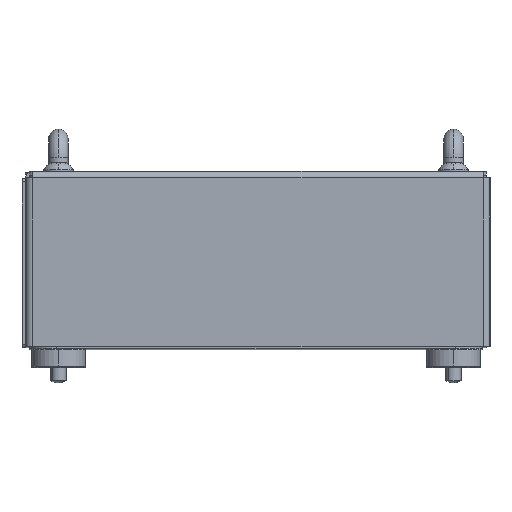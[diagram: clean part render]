
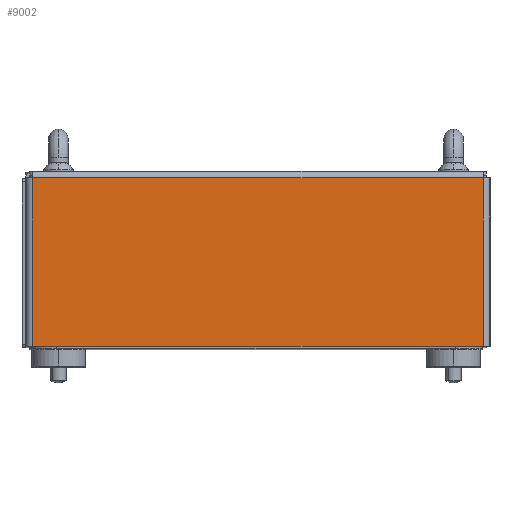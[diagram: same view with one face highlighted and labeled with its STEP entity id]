
A CAD part, top view. The second image highlights one B-rep face of the part: STEP entity #9002.
In plain terms, the highlighted face is planar.
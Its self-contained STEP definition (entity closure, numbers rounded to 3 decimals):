
#569 = VECTOR ( 'NONE', #15419, 1000. ) ;
#879 = ORIENTED_EDGE ( 'NONE', *, *, #3146, .T. ) ;
#1387 = DIRECTION ( 'NONE',  ( -1., 0., 0. ) ) ;
#1489 = LINE ( 'NONE', #10965, #18847 ) ;
#1890 = LINE ( 'NONE', #14690, #13706 ) ;
#3146 = EDGE_CURVE ( 'NONE', #3260, #9369, #1489, .T. ) ;
#3260 = VERTEX_POINT ( 'NONE', #10493 ) ;
#5053 = ORIENTED_EDGE ( 'NONE', *, *, #10419, .T. ) ;
#6038 = DIRECTION ( 'NONE',  ( 0., -1., 0. ) ) ;
#6632 = ORIENTED_EDGE ( 'NONE', *, *, #11416, .F. ) ;
#6738 = DIRECTION ( 'NONE',  ( 1., 0., 0. ) ) ;
#9002 = ADVANCED_FACE ( 'NONE', ( #11514 ), #11204, .T. ) ;
#9369 = VERTEX_POINT ( 'NONE', #18607 ) ;
#10120 = CARTESIAN_POINT ( 'NONE',  ( -59.5, 43.963, -1. ) ) ;
#10419 = EDGE_CURVE ( 'NONE', #12448, #12124, #1890, .T. ) ;
#10493 = CARTESIAN_POINT ( 'NONE',  ( 58.763, 43.963, -1. ) ) ;
#10965 = CARTESIAN_POINT ( 'NONE',  ( 58.763, 43.963, -1. ) ) ;
#11204 = PLANE ( 'NONE',  #11712 ) ;
#11416 = EDGE_CURVE ( 'NONE', #12448, #9369, #15422, .T. ) ;
#11514 = FACE_OUTER_BOUND ( 'NONE', #13098, .T. ) ;
#11712 = AXIS2_PLACEMENT_3D ( 'NONE', #14411, #14476, #1387 ) ;
#11867 = LINE ( 'NONE', #10120, #17925 ) ;
#12124 = VERTEX_POINT ( 'NONE', #13915 ) ;
#12448 = VERTEX_POINT ( 'NONE', #18199 ) ;
#13098 = EDGE_LOOP ( 'NONE', ( #6632, #5053, #19147, #879 ) ) ;
#13663 = CARTESIAN_POINT ( 'NONE',  ( -59.5, 0., -1. ) ) ;
#13706 = VECTOR ( 'NONE', #19482, 1000. ) ;
#13915 = CARTESIAN_POINT ( 'NONE',  ( -58.763, 43.963, -1. ) ) ;
#14411 = CARTESIAN_POINT ( 'NONE',  ( -59.5, 0., -1. ) ) ;
#14476 = DIRECTION ( 'NONE',  ( 0., 0., -1. ) ) ;
#14690 = CARTESIAN_POINT ( 'NONE',  ( -58.763, 0., -1. ) ) ;
#15419 = DIRECTION ( 'NONE',  ( 1., 0., 0. ) ) ;
#15422 = LINE ( 'NONE', #13663, #569 ) ;
#17925 = VECTOR ( 'NONE', #6738, 1000. ) ;
#18199 = CARTESIAN_POINT ( 'NONE',  ( -58.763, 0., -1. ) ) ;
#18607 = CARTESIAN_POINT ( 'NONE',  ( 58.763, 0., -1. ) ) ;
#18847 = VECTOR ( 'NONE', #6038, 1000. ) ;
#19147 = ORIENTED_EDGE ( 'NONE', *, *, #20115, .T. ) ;
#19482 = DIRECTION ( 'NONE',  ( 0., 1., 0. ) ) ;
#20115 = EDGE_CURVE ( 'NONE', #12124, #3260, #11867, .T. ) ;
